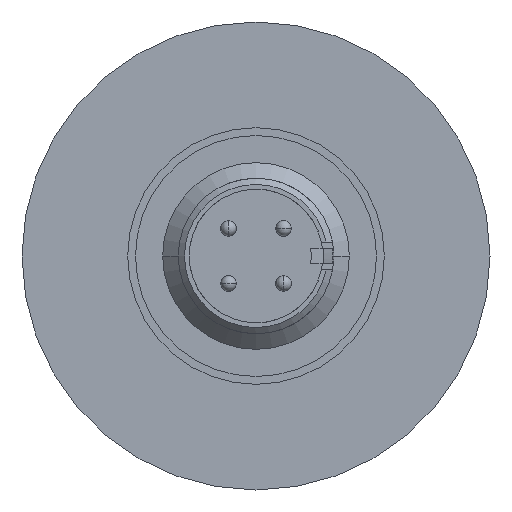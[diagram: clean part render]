
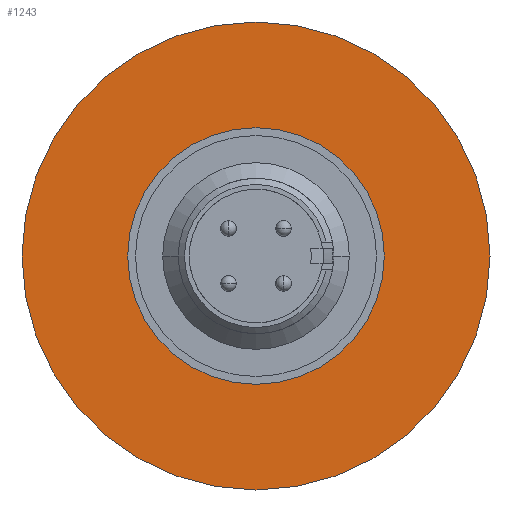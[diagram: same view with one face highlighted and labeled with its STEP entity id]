
A CAD part, left-side view. The second image highlights one B-rep face of the part: STEP entity #1243.
In plain terms, the highlighted planar face has unit normal (-1, 0, 0).
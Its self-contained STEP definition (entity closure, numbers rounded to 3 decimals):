
#7 = CARTESIAN_POINT ( 'NONE',  ( 0., 0., 0. ) ) ;
#147 = DIRECTION ( 'NONE',  ( 0., 0., 1. ) ) ;
#225 = DIRECTION ( 'NONE',  ( 0., 0., 1. ) ) ;
#232 = DIRECTION ( 'NONE',  ( -1., 0., 0. ) ) ;
#307 = VERTEX_POINT ( 'NONE', #477 ) ;
#361 = EDGE_CURVE ( 'NONE', #800, #1593, #542, .T. ) ;
#403 = CARTESIAN_POINT ( 'NONE',  ( 0., 0., 15.05 ) ) ;
#477 = CARTESIAN_POINT ( 'NONE',  ( 0., 0., -8.25 ) ) ;
#514 = ORIENTED_EDGE ( 'NONE', *, *, #361, .T. ) ;
#527 = AXIS2_PLACEMENT_3D ( 'NONE', #2090, #1004, #2313 ) ;
#542 = CIRCLE ( 'NONE', #1551, 15.05 ) ;
#632 = VERTEX_POINT ( 'NONE', #2316 ) ;
#746 = AXIS2_PLACEMENT_3D ( 'NONE', #1541, #232, #1755 ) ;
#800 = VERTEX_POINT ( 'NONE', #2353 ) ;
#810 = FACE_BOUND ( 'NONE', #2444, .T. ) ;
#964 = EDGE_CURVE ( 'NONE', #307, #632, #1060, .T. ) ;
#1004 = DIRECTION ( 'NONE',  ( 1., 0., 0. ) ) ;
#1060 = CIRCLE ( 'NONE', #1656, 8.25 ) ;
#1243 = ADVANCED_FACE ( 'NONE', ( #810, #1956 ), #2004, .F. ) ;
#1244 = CIRCLE ( 'NONE', #1862, 15.05 ) ;
#1453 = DIRECTION ( 'NONE',  ( -1., 0., 0. ) ) ;
#1503 = ORIENTED_EDGE ( 'NONE', *, *, #2516, .T. ) ;
#1536 = DIRECTION ( 'NONE',  ( -1., 0., 0. ) ) ;
#1541 = CARTESIAN_POINT ( 'NONE',  ( 0., 0., 0. ) ) ;
#1551 = AXIS2_PLACEMENT_3D ( 'NONE', #2360, #2161, #2107 ) ;
#1593 = VERTEX_POINT ( 'NONE', #403 ) ;
#1656 = AXIS2_PLACEMENT_3D ( 'NONE', #7, #1536, #225 ) ;
#1716 = CIRCLE ( 'NONE', #746, 8.25 ) ;
#1755 = DIRECTION ( 'NONE',  ( 0., 0., 1. ) ) ;
#1805 = EDGE_LOOP ( 'NONE', ( #1503, #514 ) ) ;
#1862 = AXIS2_PLACEMENT_3D ( 'NONE', #2744, #1453, #147 ) ;
#1956 = FACE_OUTER_BOUND ( 'NONE', #1805, .T. ) ;
#2004 = PLANE ( 'NONE',  #527 ) ;
#2090 = CARTESIAN_POINT ( 'NONE',  ( 0., 0., -15.05 ) ) ;
#2107 = DIRECTION ( 'NONE',  ( 0., 0., 1. ) ) ;
#2161 = DIRECTION ( 'NONE',  ( -1., 0., 0. ) ) ;
#2291 = ORIENTED_EDGE ( 'NONE', *, *, #964, .F. ) ;
#2313 = DIRECTION ( 'NONE',  ( 0., 0., -1. ) ) ;
#2316 = CARTESIAN_POINT ( 'NONE',  ( 0., 0., 8.25 ) ) ;
#2353 = CARTESIAN_POINT ( 'NONE',  ( 0., 0., -15.05 ) ) ;
#2360 = CARTESIAN_POINT ( 'NONE',  ( 0., 0., 0. ) ) ;
#2405 = ORIENTED_EDGE ( 'NONE', *, *, #2773, .F. ) ;
#2444 = EDGE_LOOP ( 'NONE', ( #2405, #2291 ) ) ;
#2516 = EDGE_CURVE ( 'NONE', #1593, #800, #1244, .T. ) ;
#2744 = CARTESIAN_POINT ( 'NONE',  ( 0., 0., 0. ) ) ;
#2773 = EDGE_CURVE ( 'NONE', #632, #307, #1716, .T. ) ;
